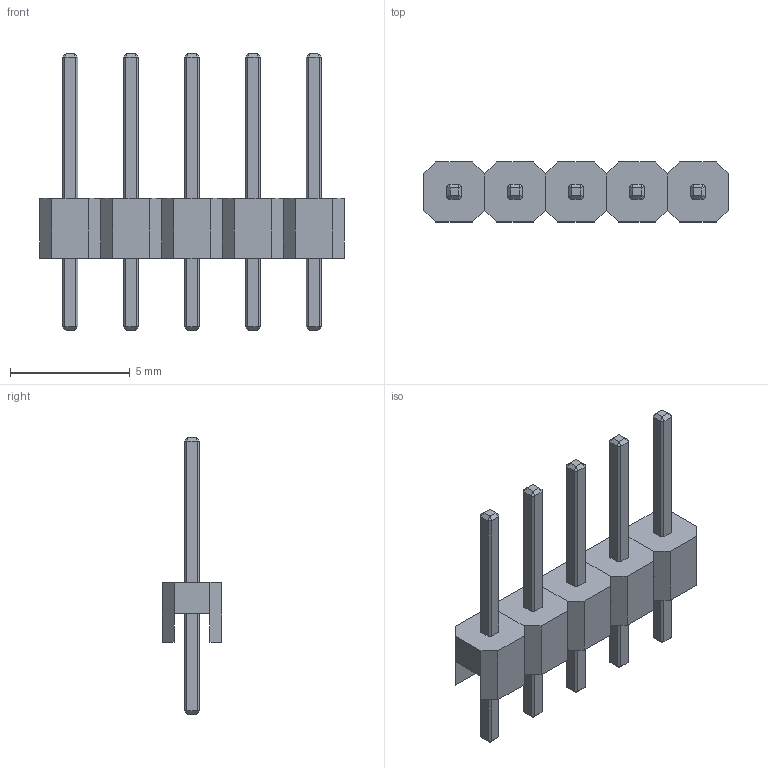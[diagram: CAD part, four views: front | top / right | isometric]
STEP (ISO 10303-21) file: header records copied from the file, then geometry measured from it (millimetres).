
FILE_DESCRIPTION(('FreeCAD Model'),'2;1');
FILE_NAME('Open CASCADE Shape Model','2022-03-20T15:41:15',('Author'),( ''),'Open CASCADE STEP processor 7.5','FreeCAD','Unknown');
FILE_SCHEMA(('AUTOMOTIVE_DESIGN { 1 0 10303 214 1 1 1 1 }'));
Length unit declared in the file: millimetre
Products named in the file (1): PLS-1X5
Bounding box: 12.7 x 2.5 x 11.54 mm (x, y, z)
Volume: 70 mm3; surface area: 283.5 mm2
Topology: 1 solids, 1 shells, 232 faces, 536 edges, 316 vertices
Faces by surface type: plane 232
Entity records: 13549 total; most frequent: CARTESIAN_POINT 2317, DIRECTION 1914, LINE 1448, VECTOR 1448, ORIENTED_EDGE 1088, PCURVE 1072, DEFINITIONAL_REPRESENTATION 1072, EDGE_CURVE 536
